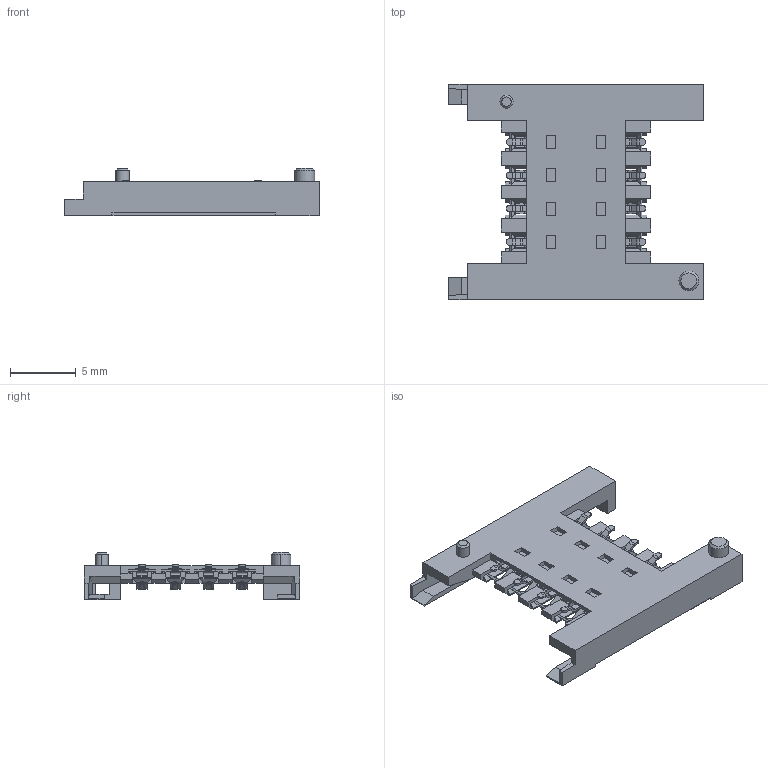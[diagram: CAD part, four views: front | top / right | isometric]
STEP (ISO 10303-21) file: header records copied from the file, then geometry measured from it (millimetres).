
FILE_DESCRIPTION((''),'2;1');
FILE_NAME('115C-BC00-01_ASM','2017-11-10T',('fros.liao'),(''),'CREO PARAMETRIC BY PTC INC, 2015200','CREO PARAMETRIC BY PTC INC, 2015200','');
FILE_SCHEMA(('CONFIG_CONTROL_DESIGN'));
Length unit declared in the file: millimetre
Products named in the file (3): HOUSING; PIN-205; 115C-BC00-01_ASM
Assembly tree (9 placements, depth 2):
  115C-BC00-01_ASM
    HOUSING
    PIN-205  x8
Bounding box: 19.4 x 16.4 x 3.6 mm (x, y, z)
Volume: 266.9 mm3; surface area: 1087.8 mm2
Topology: 9 solids, 9 shells, 1022 faces, 2887 edges, 1884 vertices
Faces by surface type: plane 590, cylinder 316, bspline 80, torus 32, cone 4
Entity records: 13742 total; most frequent: CARTESIAN_POINT 3563, ORIENTED_EDGE 2204, DIRECTION 1923, EDGE_CURVE 1102, VECTOR 957, LINE 957, VERTEX_POINT 722, AXIS2_PLACEMENT_3D 483
